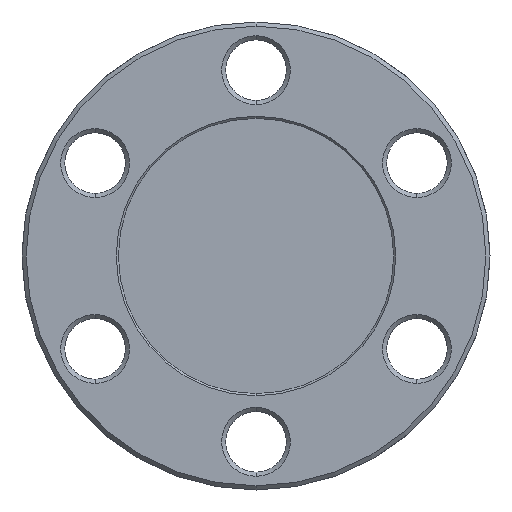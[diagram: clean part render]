
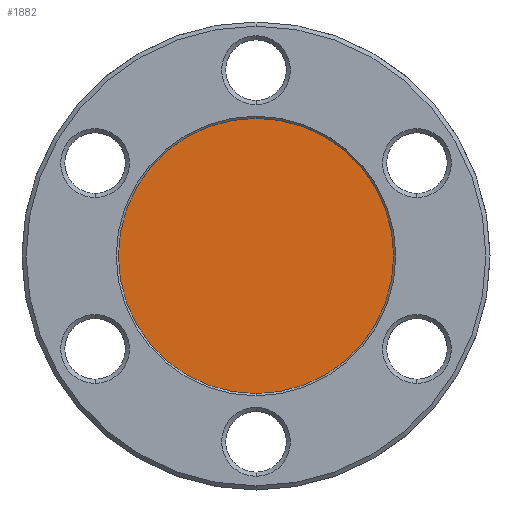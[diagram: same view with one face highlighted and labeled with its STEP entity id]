
A CAD part, front view. The second image highlights one B-rep face of the part: STEP entity #1882.
In plain terms, the highlighted planar face has unit normal (0, -1, 0).
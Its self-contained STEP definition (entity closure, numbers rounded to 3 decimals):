
#78 = ORIENTED_EDGE ( 'NONE', *, *, #1114, .T. ) ;
#598 = FACE_OUTER_BOUND ( 'NONE', #2074, .T. ) ;
#605 = DIRECTION ( 'NONE',  ( 0., 1., 0. ) ) ;
#787 = CARTESIAN_POINT ( 'NONE',  ( 0., 1.8, 10.725 ) ) ;
#797 = DIRECTION ( 'NONE',  ( 0., 0., -1. ) ) ;
#808 = AXIS2_PLACEMENT_3D ( 'NONE', #1957, #605, #1779 ) ;
#1021 = CARTESIAN_POINT ( 'NONE',  ( 0., 1.8, -10.725 ) ) ;
#1114 = EDGE_CURVE ( 'NONE', #1906, #1121, #1245, .T. ) ;
#1121 = VERTEX_POINT ( 'NONE', #1021 ) ;
#1171 = AXIS2_PLACEMENT_3D ( 'NONE', #1873, #1713, #1673 ) ;
#1245 = CIRCLE ( 'NONE', #1171, 10.725 ) ;
#1272 = EDGE_CURVE ( 'NONE', #1121, #1906, #1926, .T. ) ;
#1489 = AXIS2_PLACEMENT_3D ( 'NONE', #1954, #1810, #797 ) ;
#1606 = PLANE ( 'NONE',  #808 ) ;
#1646 = ORIENTED_EDGE ( 'NONE', *, *, #1272, .T. ) ;
#1673 = DIRECTION ( 'NONE',  ( 0., 0., -1. ) ) ;
#1713 = DIRECTION ( 'NONE',  ( 0., -1., 0. ) ) ;
#1779 = DIRECTION ( 'NONE',  ( 0., 0., 1. ) ) ;
#1810 = DIRECTION ( 'NONE',  ( 0., -1., 0. ) ) ;
#1873 = CARTESIAN_POINT ( 'NONE',  ( 0., 1.8, 0. ) ) ;
#1882 = ADVANCED_FACE ( 'NONE', ( #598 ), #1606, .F. ) ;
#1906 = VERTEX_POINT ( 'NONE', #787 ) ;
#1926 = CIRCLE ( 'NONE', #1489, 10.725 ) ;
#1954 = CARTESIAN_POINT ( 'NONE',  ( 0., 1.8, 0. ) ) ;
#1957 = CARTESIAN_POINT ( 'NONE',  ( 0., 1.8, 9.6 ) ) ;
#2074 = EDGE_LOOP ( 'NONE', ( #1646, #78 ) ) ;
